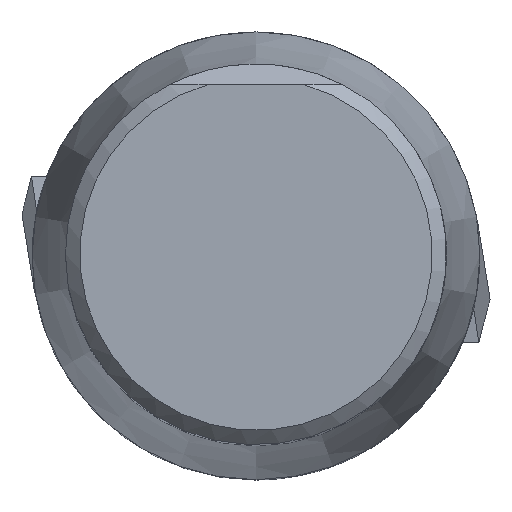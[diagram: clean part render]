
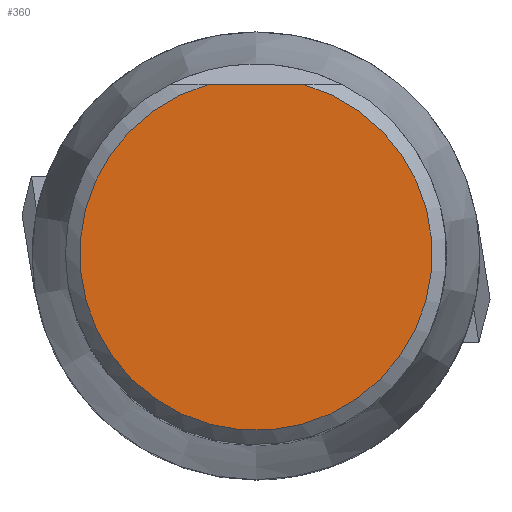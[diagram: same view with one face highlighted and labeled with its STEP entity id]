
A CAD part, top view. The second image highlights one B-rep face of the part: STEP entity #360.
In plain terms, the highlighted planar face has unit normal (0, 0, 1).
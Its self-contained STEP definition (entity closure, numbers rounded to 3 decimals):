
#251=FACE_OUTER_BOUND('',#609,.T.);
#360=ADVANCED_FACE('',(#251),#460,.T.);
#460=PLANE('',#2411);
#609=EDGE_LOOP('',(#1200,#1201));
#745=LINE('',#3843,#817);
#817=VECTOR('',#2792,1.);
#917=CIRCLE('',#2410,18.496);
#1200=ORIENTED_EDGE('',*,*,#1911,.F.);
#1201=ORIENTED_EDGE('',*,*,#1912,.T.);
#1666=VERTEX_POINT('',#3844);
#1667=VERTEX_POINT('',#3845);
#1911=EDGE_CURVE('',#1666,#1667,#745,.T.);
#1912=EDGE_CURVE('',#1666,#1667,#917,.T.);
#2410=AXIS2_PLACEMENT_3D('',#3846,#2793,#2794);
#2411=AXIS2_PLACEMENT_3D('',#3847,#2795,#2796);
#2792=DIRECTION('',(1.,0.,0.));
#2793=DIRECTION('',(0.,0.,1.));
#2794=DIRECTION('',(1.,0.,0.));
#2795=DIRECTION('',(0.,0.,1.));
#2796=DIRECTION('',(1.,0.,0.));
#3843=CARTESIAN_POINT('',(0.,17.804,0.));
#3844=CARTESIAN_POINT('',(-5.012,17.804,0.));
#3845=CARTESIAN_POINT('',(5.012,17.804,0.));
#3846=CARTESIAN_POINT('',(0.,0.,0.));
#3847=CARTESIAN_POINT('',(0.,0.,0.));
